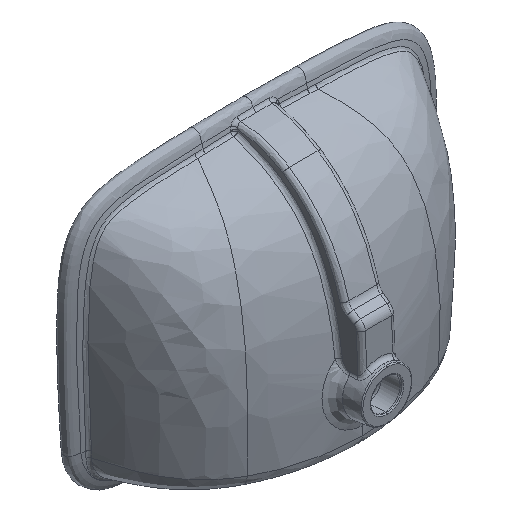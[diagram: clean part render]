
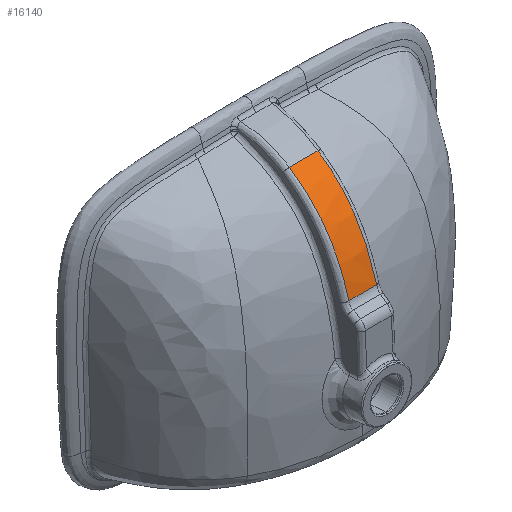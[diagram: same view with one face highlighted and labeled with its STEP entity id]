
A CAD part, isometric view. The second image highlights one B-rep face of the part: STEP entity #16140.
In plain terms, the highlighted face is a extrusion surface.
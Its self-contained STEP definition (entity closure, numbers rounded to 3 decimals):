
#2355=CARTESIAN_POINT('',(-20.99,122.921,239.972));
#2363=CARTESIAN_POINT('',(20.99,122.921,239.972));
#3562=CARTESIAN_POINT('',(-20.606,36.022,112.442));
#3578=CARTESIAN_POINT('',(-20.99,122.921,239.972));
#3579=CARTESIAN_POINT('',(-20.95,117.071,236.062));
#3580=CARTESIAN_POINT('',(-20.88,106.115,227.998));
#3581=CARTESIAN_POINT('',(-20.797,91.7,214.846));
#3582=CARTESIAN_POINT('',(-20.742,80.291,202.428));
#3583=CARTESIAN_POINT('',(-20.691,67.669,185.492));
#3584=CARTESIAN_POINT('',(-20.663,59.656,172.114));
#3585=CARTESIAN_POINT('',(-20.644,53.075,159.461));
#3586=CARTESIAN_POINT('',(-20.629,47.375,146.618));
#3587=CARTESIAN_POINT('',(-20.616,41.733,131.739));
#3588=CARTESIAN_POINT('',(-20.609,37.866,119.244));
#3589=CARTESIAN_POINT('',(-20.606,36.022,112.442));
#3591=DIRECTION('',(-1.,0.,0.));
#3592=VECTOR('',#3591,41.211);
#3593=CARTESIAN_POINT('',(20.605,36.022,112.442));
#3594=LINE('',#3593,#3592);
#3595=DIRECTION('',(1.,0.,0.));
#3596=VECTOR('',#3595,41.98);
#3597=CARTESIAN_POINT('',(-20.99,122.921,239.972));
#3598=LINE('',#3597,#3596);
#3710=CARTESIAN_POINT('',(20.605,36.022,112.442));
#3711=CARTESIAN_POINT('',(20.608,37.65,118.446));
#3712=CARTESIAN_POINT('',(20.615,41.033,129.495));
#3713=CARTESIAN_POINT('',(20.625,45.515,141.879));
#3714=CARTESIAN_POINT('',(20.637,50.691,154.256));
#3715=CARTESIAN_POINT('',(20.652,55.899,165.071));
#3716=CARTESIAN_POINT('',(20.673,62.403,176.864));
#3717=CARTESIAN_POINT('',(20.699,69.555,187.927));
#3718=CARTESIAN_POINT('',(20.722,75.401,195.888));
#3719=CARTESIAN_POINT('',(20.748,81.386,203.416));
#3720=CARTESIAN_POINT('',(20.793,90.78,213.801));
#3721=CARTESIAN_POINT('',(20.849,100.93,223.359));
#3722=CARTESIAN_POINT('',(20.914,111.334,231.869));
#3723=CARTESIAN_POINT('',(20.963,118.978,237.336));
#3724=CARTESIAN_POINT('',(20.99,122.921,239.972));
#5427=VERTEX_POINT('',#2355);
#5429=VERTEX_POINT('',#2363);
#5505=VERTEX_POINT('',#3562);
#5506=CARTESIAN_POINT('',(20.605,36.022,112.442));
#5507=VERTEX_POINT('',#5506);
#16119=CARTESIAN_POINT('',(-27.,35.613,110.916));
#16120=CARTESIAN_POINT('',(-27.,35.748,111.426));
#16121=CARTESIAN_POINT('',(-27.,38.399,121.301));
#16122=CARTESIAN_POINT('',(-27.,46.959,148.074));
#16123=CARTESIAN_POINT('',(-27.,65.893,186.08));
#16124=CARTESIAN_POINT('',(-27.,94.134,218.749));
#16125=CARTESIAN_POINT('',(-27.,115.457,235.022));
#16126=CARTESIAN_POINT('',(-27.,123.798,240.557));
#16127=CARTESIAN_POINT('',(-27.,124.24,240.847));
#16129=DIRECTION('',(1.,0.,0.));
#16130=VECTOR('',#16129,1.);
#16131=SURFACE_OF_LINEAR_EXTRUSION('',#16128,#16130);
#16133=ORIENTED_EDGE('',*,*,#16132,.T.);
#16134=ORIENTED_EDGE('',*,*,#16114,.F.);
#16135=ORIENTED_EDGE('',*,*,#12838,.T.);
#16137=ORIENTED_EDGE('',*,*,#16136,.F.);
#16138=EDGE_LOOP('',(#16133,#16134,#16135,#16137));
#16139=FACE_OUTER_BOUND('',#16138,.F.);
#16140=ADVANCED_FACE('',(#16139),#16131,.F.);
#3590=B_SPLINE_CURVE_WITH_KNOTS('',3,(#3578,#3579,#3580,#3581,#3582,#3583,#3584,
#3585,#3586,#3587,#3588,#3589),.UNSPECIFIED.,.F.,.F.,(4,1,1,1,1,1,1,1,1,4),
(0.,0.111,0.222,0.333,0.444,
0.556,0.667,0.778,0.889,1.),
.UNSPECIFIED.);
#3725=B_SPLINE_CURVE_WITH_KNOTS('',3,(#3710,#3711,#3712,#3713,#3714,#3715,#3716,
#3717,#3718,#3719,#3720,#3721,#3722,#3723,#3724),.UNSPECIFIED.,.F.,.F.,(4,1,1,1,
1,1,1,1,1,1,1,1,4),(0.,0.083,0.167,0.25,
0.333,0.417,0.5,0.583,0.667,
0.75,0.833,0.917,1.),.UNSPECIFIED.);
#12838=EDGE_CURVE('',#5427,#5429,#3598,.T.);
#16114=EDGE_CURVE('',#5427,#5505,#3590,.T.);
#16128=B_SPLINE_CURVE_WITH_KNOTS('',3,(#16119,#16120,#16121,#16122,#16123,
#16124,#16125,#16126,#16127),.UNSPECIFIED.,.F.,.F.,(4,1,1,1,1,1,4),(0.,
0.01,0.19,0.531,0.828,
0.991,1.),.UNSPECIFIED.);
#16132=EDGE_CURVE('',#5507,#5505,#3594,.T.);
#16136=EDGE_CURVE('',#5507,#5429,#3725,.T.);
